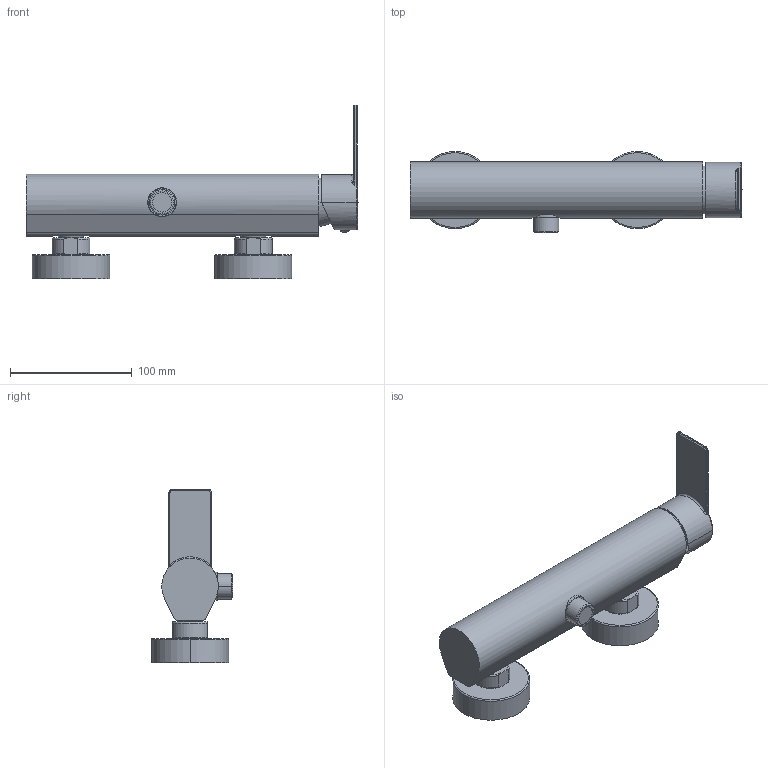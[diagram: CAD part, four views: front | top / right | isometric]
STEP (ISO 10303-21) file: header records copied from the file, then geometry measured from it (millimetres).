
FILE_DESCRIPTION((''),'2;1');
FILE_NAME('TA168CR','2021-01-18T10:10:21',('ut3'),('PAFFONI SpA'),'CREO PARAMETRIC BY PTC INC, 2020044','CREO PARAMETRIC BY PTC INC, 2020044','');
FILE_SCHEMA(('CONFIG_CONTROL_DESIGN','SHAPE_APPEARANCE_LAYERS_GROUPS'));
Length unit declared in the file: millimetre
Products named in the file (1): TA168CR
Bounding box: 273.1 x 66.7 x 143 mm (x, y, z)
Volume: 347489.4 mm3; surface area: 128760 mm2
Topology: 2 solids, 2 shells, 471 faces, 1109 edges, 663 vertices
Faces by surface type: cylinder 162, plane 151, bspline 53, torus 52, cone 37, sphere 16
Entity records: 22138 total; most frequent: CARTESIAN_POINT 8326, ORIENTED_EDGE 2210, DIRECTION 2154, EDGE_CURVE 1105, AXIS2_PLACEMENT_3D 845, VERTEX_POINT 663, EDGE_LOOP 508, FACE_OUTER_BOUND 471
